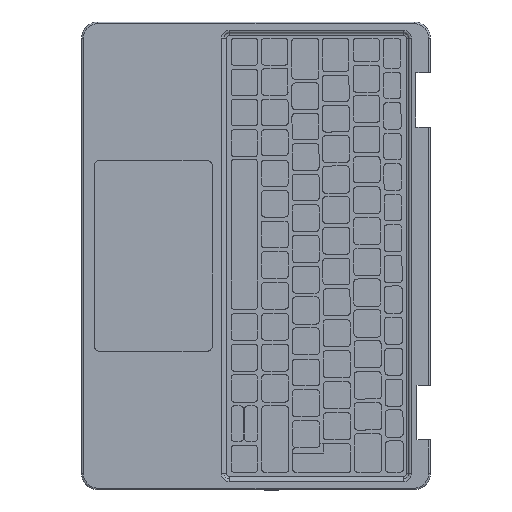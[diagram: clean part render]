
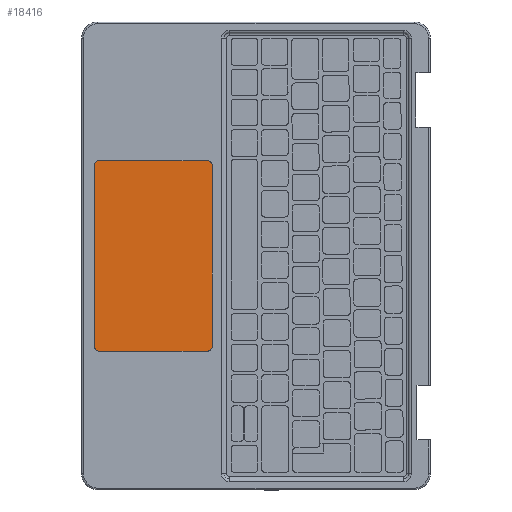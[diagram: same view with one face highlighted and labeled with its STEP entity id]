
A CAD part, top view. The second image highlights one B-rep face of the part: STEP entity #18416.
In plain terms, the highlighted planar face has unit normal (0, 0, 1).
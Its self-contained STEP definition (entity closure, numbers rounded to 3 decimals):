
#608=FACE_OUTER_BOUND('',#1720,.T.);
#1720=EDGE_LOOP('',(#12093,#12094,#12095,#12096,#12097,#12098,#12099,#12100));
#2857=LINE('',#27424,#4730);
#2860=LINE('',#27432,#4733);
#2863=LINE('',#27440,#4736);
#2865=LINE('',#27446,#4738);
#4730=VECTOR('',#21660,10.);
#4733=VECTOR('',#21669,10.);
#4736=VECTOR('',#21678,10.);
#4738=VECTOR('',#21686,10.);
#6608=CIRCLE('',#19644,3.);
#6609=CIRCLE('',#19647,3.);
#6610=CIRCLE('',#19650,3.);
#6611=CIRCLE('',#19653,3.);
#7457=VERTEX_POINT('',#27416);
#7458=VERTEX_POINT('',#27417);
#7459=VERTEX_POINT('',#27422);
#7460=VERTEX_POINT('',#27426);
#7461=VERTEX_POINT('',#27427);
#7462=VERTEX_POINT('',#27434);
#7463=VERTEX_POINT('',#27435);
#7464=VERTEX_POINT('',#27442);
#9283=EDGE_CURVE('',#7457,#7458,#6608,.T.);
#9287=EDGE_CURVE('',#7459,#7458,#2857,.T.);
#9288=EDGE_CURVE('',#7460,#7461,#6609,.T.);
#9291=EDGE_CURVE('',#7457,#7461,#2860,.T.);
#9292=EDGE_CURVE('',#7462,#7463,#6610,.T.);
#9295=EDGE_CURVE('',#7460,#7463,#2863,.T.);
#9296=EDGE_CURVE('',#7459,#7464,#6611,.T.);
#9298=EDGE_CURVE('',#7462,#7464,#2865,.T.);
#12093=ORIENTED_EDGE('',*,*,#9283,.T.);
#12094=ORIENTED_EDGE('',*,*,#9287,.F.);
#12095=ORIENTED_EDGE('',*,*,#9296,.T.);
#12096=ORIENTED_EDGE('',*,*,#9298,.F.);
#12097=ORIENTED_EDGE('',*,*,#9292,.T.);
#12098=ORIENTED_EDGE('',*,*,#9295,.F.);
#12099=ORIENTED_EDGE('',*,*,#9288,.T.);
#12100=ORIENTED_EDGE('',*,*,#9291,.F.);
#17439=PLANE('',#19655);
#18416=ADVANCED_FACE('',(#608),#17439,.F.);
#19644=AXIS2_PLACEMENT_3D('',#27418,#21653,#21654);
#19647=AXIS2_PLACEMENT_3D('',#27428,#21663,#21664);
#19650=AXIS2_PLACEMENT_3D('',#27436,#21672,#21673);
#19653=AXIS2_PLACEMENT_3D('',#27443,#21681,#21682);
#19655=AXIS2_PLACEMENT_3D('',#27447,#21687,#21688);
#21653=DIRECTION('center_axis',(0.,0.,1.));
#21654=DIRECTION('ref_axis',(-0.707,0.707,0.));
#21660=DIRECTION('',(0.,1.,0.));
#21663=DIRECTION('center_axis',(0.,0.,1.));
#21664=DIRECTION('ref_axis',(0.707,0.707,0.));
#21669=DIRECTION('',(1.,0.,0.));
#21672=DIRECTION('center_axis',(0.,0.,1.));
#21673=DIRECTION('ref_axis',(0.707,-0.707,0.));
#21678=DIRECTION('',(0.,-1.,0.));
#21681=DIRECTION('center_axis',(0.,0.,1.));
#21682=DIRECTION('ref_axis',(-0.707,-0.707,0.));
#21686=DIRECTION('',(-1.,0.,0.));
#21687=DIRECTION('center_axis',(0.,0.,-1.));
#21688=DIRECTION('ref_axis',(-1.,0.,0.));
#27416=CARTESIAN_POINT('',(60.826,252.01,10.774));
#27417=CARTESIAN_POINT('',(57.826,249.01,10.774));
#27418=CARTESIAN_POINT('Origin',(60.826,249.01,10.774));
#27422=CARTESIAN_POINT('',(57.826,137.99,10.774));
#27424=CARTESIAN_POINT('',(57.826,252.01,10.774));
#27426=CARTESIAN_POINT('',(130.,249.01,10.774));
#27427=CARTESIAN_POINT('',(127.,252.01,10.774));
#27428=CARTESIAN_POINT('Origin',(127.,249.01,10.774));
#27432=CARTESIAN_POINT('',(130.,252.01,10.774));
#27434=CARTESIAN_POINT('',(127.,134.99,10.774));
#27435=CARTESIAN_POINT('',(130.,137.99,10.774));
#27436=CARTESIAN_POINT('Origin',(127.,137.99,10.774));
#27440=CARTESIAN_POINT('',(130.,193.5,10.774));
#27442=CARTESIAN_POINT('',(60.826,134.99,10.774));
#27443=CARTESIAN_POINT('Origin',(60.826,137.99,10.774));
#27446=CARTESIAN_POINT('',(130.,134.99,10.774));
#27447=CARTESIAN_POINT('Origin',(93.913,193.5,10.774));
